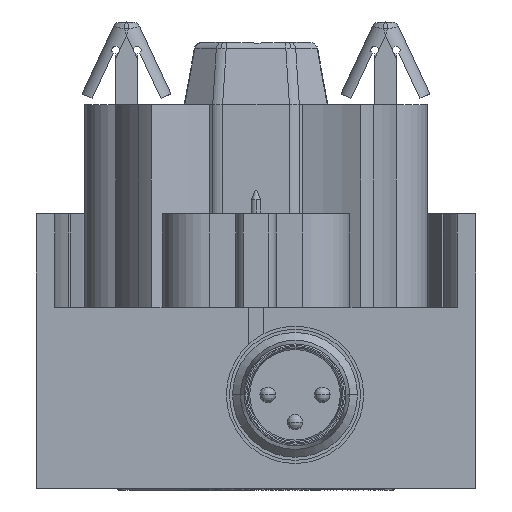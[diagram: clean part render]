
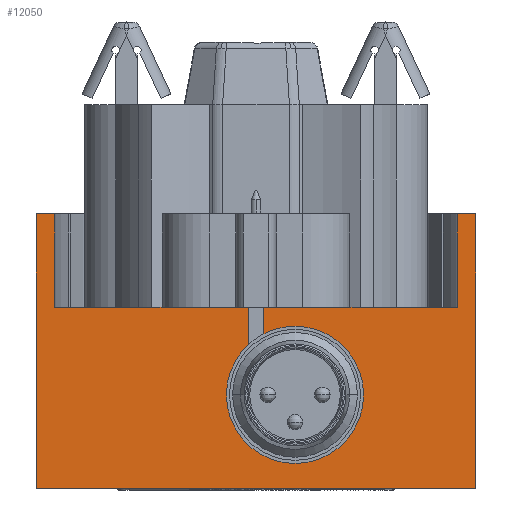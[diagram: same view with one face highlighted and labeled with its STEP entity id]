
A CAD part, front view. The second image highlights one B-rep face of the part: STEP entity #12050.
In plain terms, the highlighted planar face has unit normal (0, -1, 0).
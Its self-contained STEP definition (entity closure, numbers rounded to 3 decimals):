
#269 = CARTESIAN_POINT ( 'NONE',  ( 0., 0., 17.6 ) ) ;
#1007 = EDGE_CURVE ( 'NONE', #4281, #18009, #22454, .T. ) ;
#1601 = ORIENTED_EDGE ( 'NONE', *, *, #10955, .F. ) ;
#2000 = VECTOR ( 'NONE', #9537, 1000. ) ;
#2174 = EDGE_CURVE ( 'NONE', #22690, #18244, #17398, .T. ) ;
#2180 = CARTESIAN_POINT ( 'NONE',  ( 0., 0., 5.9 ) ) ;
#2181 = LINE ( 'NONE', #269, #2000 ) ;
#2264 = EDGE_CURVE ( 'NONE', #12829, #17875, #23276, .T. ) ;
#2419 = LINE ( 'NONE', #13007, #11125 ) ;
#2606 = VECTOR ( 'NONE', #17627, 1000. ) ;
#3186 = VECTOR ( 'NONE', #4372, 1000. ) ;
#3628 = LINE ( 'NONE', #17933, #13754 ) ;
#3899 = FACE_OUTER_BOUND ( 'NONE', #4867, .T. ) ;
#4145 = CARTESIAN_POINT ( 'NONE',  ( 0., 0., 17.6 ) ) ;
#4281 = VERTEX_POINT ( 'NONE', #6391 ) ;
#4361 = DIRECTION ( 'NONE',  ( 0., -1., 0. ) ) ;
#4372 = DIRECTION ( 'NONE',  ( 1., 0., 0. ) ) ;
#4514 = CARTESIAN_POINT ( 'NONE',  ( 0.5, 0., 11.6 ) ) ;
#4867 = EDGE_LOOP ( 'NONE', ( #16940, #13316, #22662, #14344, #1601, #9839, #16942, #14197, #9100, #9338, #14654, #18801, #12122 ) ) ;
#5238 = AXIS2_PLACEMENT_3D ( 'NONE', #16876, #5938, #13265 ) ;
#5606 = CARTESIAN_POINT ( 'NONE',  ( -14.1, 0., 0. ) ) ;
#5795 = EDGE_CURVE ( 'NONE', #16767, #4281, #2181, .T. ) ;
#5855 = CARTESIAN_POINT ( 'NONE',  ( 0., 0., 4.15 ) ) ;
#5938 = DIRECTION ( 'NONE',  ( 0., 1., 0. ) ) ;
#6223 = VERTEX_POINT ( 'NONE', #23805 ) ;
#6391 = CARTESIAN_POINT ( 'NONE',  ( -12.9, 0., 17.6 ) ) ;
#6429 = LINE ( 'NONE', #13757, #20956 ) ;
#6491 = VECTOR ( 'NONE', #18489, 1000. ) ;
#6524 = EDGE_CURVE ( 'NONE', #9227, #23535, #17125, .T. ) ;
#6543 = DIRECTION ( 'NONE',  ( 0., 0., 1. ) ) ;
#6638 = LINE ( 'NONE', #8102, #10202 ) ;
#7142 = VECTOR ( 'NONE', #20836, 1000. ) ;
#7166 = CARTESIAN_POINT ( 'NONE',  ( 12.9, 0., 11.6 ) ) ;
#7700 = VECTOR ( 'NONE', #22705, 1000. ) ;
#7910 = DIRECTION ( 'NONE',  ( 1., 0., 0. ) ) ;
#8102 = CARTESIAN_POINT ( 'NONE',  ( -14.1, 0., 8.8 ) ) ;
#8309 = VERTEX_POINT ( 'NONE', #5606 ) ;
#8440 = AXIS2_PLACEMENT_3D ( 'NONE', #2180, #11560, #16732 ) ;
#9100 = ORIENTED_EDGE ( 'NONE', *, *, #14612, .F. ) ;
#9227 = VERTEX_POINT ( 'NONE', #10905 ) ;
#9338 = ORIENTED_EDGE ( 'NONE', *, *, #2264, .F. ) ;
#9537 = DIRECTION ( 'NONE',  ( 1., 0., 0. ) ) ;
#9839 = ORIENTED_EDGE ( 'NONE', *, *, #22240, .T. ) ;
#10029 = DIRECTION ( 'NONE',  ( 0., 0., -1. ) ) ;
#10202 = VECTOR ( 'NONE', #18900, 1000. ) ;
#10871 = EDGE_CURVE ( 'NONE', #13811, #12829, #17449, .T. ) ;
#10882 = CARTESIAN_POINT ( 'NONE',  ( -14.1, 0., 17.6 ) ) ;
#10905 = CARTESIAN_POINT ( 'NONE',  ( 12.9, 0., 17.6 ) ) ;
#10955 = EDGE_CURVE ( 'NONE', #8309, #16767, #6638, .T. ) ;
#11125 = VECTOR ( 'NONE', #20353, 1000. ) ;
#11212 = CARTESIAN_POINT ( 'NONE',  ( -0.5, 0., 7.577 ) ) ;
#11525 = CARTESIAN_POINT ( 'NONE',  ( -0.5, 0., 8.8 ) ) ;
#11560 = DIRECTION ( 'NONE',  ( 0., -1., 0. ) ) ;
#11936 = CARTESIAN_POINT ( 'NONE',  ( 0., 0., 5.9 ) ) ;
#12050 = ADVANCED_FACE ( 'NONE', ( #3899 ), #22404, .F. ) ;
#12122 = ORIENTED_EDGE ( 'NONE', *, *, #13279, .F. ) ;
#12770 = VERTEX_POINT ( 'NONE', #5855 ) ;
#12829 = VERTEX_POINT ( 'NONE', #4514 ) ;
#12976 = AXIS2_PLACEMENT_3D ( 'NONE', #11936, #4361, #10029 ) ;
#13007 = CARTESIAN_POINT ( 'NONE',  ( 12.9, 0., 8.8 ) ) ;
#13265 = DIRECTION ( 'NONE',  ( 0., 0., 1. ) ) ;
#13279 = EDGE_CURVE ( 'NONE', #18244, #12770, #20652, .T. ) ;
#13316 = ORIENTED_EDGE ( 'NONE', *, *, #13403, .F. ) ;
#13403 = EDGE_CURVE ( 'NONE', #18009, #22690, #3628, .T. ) ;
#13737 = CARTESIAN_POINT ( 'NONE',  ( 0.5, 0., 8.8 ) ) ;
#13754 = VECTOR ( 'NONE', #23218, 1000. ) ;
#13757 = CARTESIAN_POINT ( 'NONE',  ( 14.1, 0., 8.8 ) ) ;
#13811 = VERTEX_POINT ( 'NONE', #21136 ) ;
#14027 = CARTESIAN_POINT ( 'NONE',  ( 0., 0., 11.6 ) ) ;
#14197 = ORIENTED_EDGE ( 'NONE', *, *, #6524, .F. ) ;
#14344 = ORIENTED_EDGE ( 'NONE', *, *, #5795, .F. ) ;
#14550 = EDGE_CURVE ( 'NONE', #12770, #13811, #23791, .T. ) ;
#14612 = EDGE_CURVE ( 'NONE', #17875, #9227, #2419, .T. ) ;
#14654 = ORIENTED_EDGE ( 'NONE', *, *, #10871, .F. ) ;
#14877 = CARTESIAN_POINT ( 'NONE',  ( 0., 0., 0. ) ) ;
#15232 = LINE ( 'NONE', #14877, #20251 ) ;
#16732 = DIRECTION ( 'NONE',  ( 0., 0., -1. ) ) ;
#16767 = VERTEX_POINT ( 'NONE', #10882 ) ;
#16876 = CARTESIAN_POINT ( 'NONE',  ( -14.1, 0., 0. ) ) ;
#16940 = ORIENTED_EDGE ( 'NONE', *, *, #2174, .F. ) ;
#16942 = ORIENTED_EDGE ( 'NONE', *, *, #19309, .T. ) ;
#17125 = LINE ( 'NONE', #4145, #3186 ) ;
#17362 = CARTESIAN_POINT ( 'NONE',  ( -0.5, 0., 11.6 ) ) ;
#17398 = LINE ( 'NONE', #11525, #7700 ) ;
#17449 = LINE ( 'NONE', #13737, #7142 ) ;
#17480 = CARTESIAN_POINT ( 'NONE',  ( 14.1, 0., 17.6 ) ) ;
#17627 = DIRECTION ( 'NONE',  ( 1., 0., 0. ) ) ;
#17875 = VERTEX_POINT ( 'NONE', #7166 ) ;
#17933 = CARTESIAN_POINT ( 'NONE',  ( 0., 0., 11.6 ) ) ;
#18009 = VERTEX_POINT ( 'NONE', #22995 ) ;
#18244 = VERTEX_POINT ( 'NONE', #11212 ) ;
#18371 = CARTESIAN_POINT ( 'NONE',  ( -12.9, 0., 8.8 ) ) ;
#18489 = DIRECTION ( 'NONE',  ( 0., 0., -1. ) ) ;
#18801 = ORIENTED_EDGE ( 'NONE', *, *, #14550, .F. ) ;
#18900 = DIRECTION ( 'NONE',  ( 0., 0., 1. ) ) ;
#19309 = EDGE_CURVE ( 'NONE', #6223, #23535, #6429, .T. ) ;
#20251 = VECTOR ( 'NONE', #7910, 1000. ) ;
#20353 = DIRECTION ( 'NONE',  ( 0., 0., 1. ) ) ;
#20652 = CIRCLE ( 'NONE', #12976, 1.75 ) ;
#20836 = DIRECTION ( 'NONE',  ( 0., 0., 1. ) ) ;
#20956 = VECTOR ( 'NONE', #6543, 1000. ) ;
#21136 = CARTESIAN_POINT ( 'NONE',  ( 0.5, 0., 7.577 ) ) ;
#22240 = EDGE_CURVE ( 'NONE', #8309, #6223, #15232, .T. ) ;
#22404 = PLANE ( 'NONE',  #5238 ) ;
#22454 = LINE ( 'NONE', #18371, #6491 ) ;
#22662 = ORIENTED_EDGE ( 'NONE', *, *, #1007, .F. ) ;
#22690 = VERTEX_POINT ( 'NONE', #17362 ) ;
#22705 = DIRECTION ( 'NONE',  ( 0., 0., -1. ) ) ;
#22995 = CARTESIAN_POINT ( 'NONE',  ( -12.9, 0., 11.6 ) ) ;
#23218 = DIRECTION ( 'NONE',  ( 1., 0., 0. ) ) ;
#23276 = LINE ( 'NONE', #14027, #2606 ) ;
#23535 = VERTEX_POINT ( 'NONE', #17480 ) ;
#23791 = CIRCLE ( 'NONE', #8440, 1.75 ) ;
#23805 = CARTESIAN_POINT ( 'NONE',  ( 14.1, 0., 0. ) ) ;
